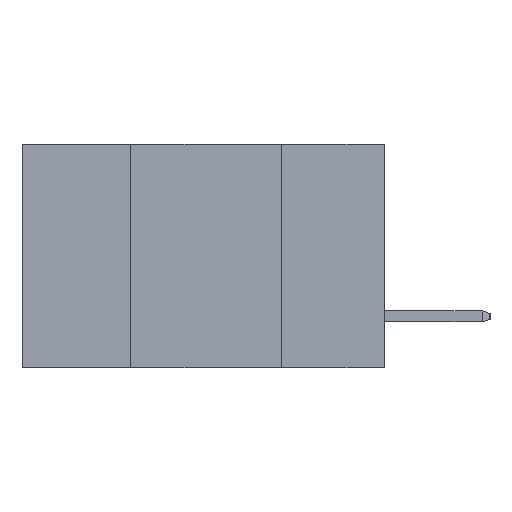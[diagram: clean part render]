
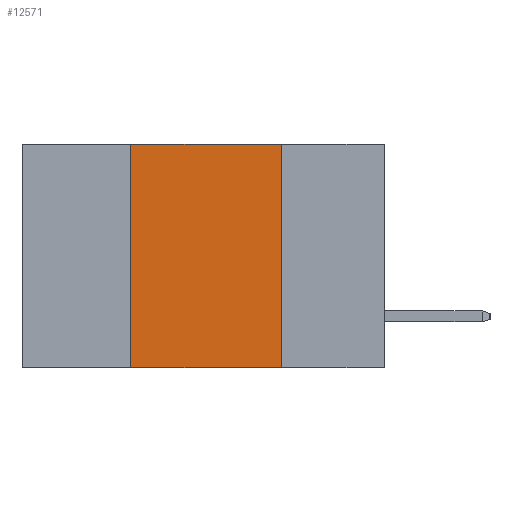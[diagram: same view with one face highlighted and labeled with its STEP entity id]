
A CAD part, left-side view. The second image highlights one B-rep face of the part: STEP entity #12571.
In plain terms, the highlighted planar face has unit normal (-1, 0, 0).
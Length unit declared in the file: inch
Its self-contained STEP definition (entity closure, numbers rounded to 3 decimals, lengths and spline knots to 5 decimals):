
#191 = VECTOR ( 'NONE', #5827, 39.37008 ) ;
#344 = CARTESIAN_POINT ( 'NONE',  ( 0., 0.17, -0.37 ) ) ;
#360 = FACE_OUTER_BOUND ( 'NONE', #7022, .T. ) ;
#1392 = CARTESIAN_POINT ( 'NONE',  ( 0., 0.42, -0.37 ) ) ;
#2776 = VERTEX_POINT ( 'NONE', #12485 ) ;
#3497 = DIRECTION ( 'NONE',  ( 1., 0., 0. ) ) ;
#3682 = VERTEX_POINT ( 'NONE', #1392 ) ;
#3994 = ORIENTED_EDGE ( 'NONE', *, *, #11533, .F. ) ;
#4133 = VECTOR ( 'NONE', #4981, 39.37008 ) ;
#4981 = DIRECTION ( 'NONE',  ( 0., -1., 0. ) ) ;
#5015 = LINE ( 'NONE', #12614, #11234 ) ;
#5703 = DIRECTION ( 'NONE',  ( 0., -1., 0. ) ) ;
#5737 = CARTESIAN_POINT ( 'NONE',  ( 0., 0.6, 0. ) ) ;
#5827 = DIRECTION ( 'NONE',  ( 0., 0., 1. ) ) ;
#5958 = LINE ( 'NONE', #6770, #191 ) ;
#6657 = ORIENTED_EDGE ( 'NONE', *, *, #11941, .F. ) ;
#6689 = PLANE ( 'NONE',  #8565 ) ;
#6704 = ORIENTED_EDGE ( 'NONE', *, *, #12244, .F. ) ;
#6770 = CARTESIAN_POINT ( 'NONE',  ( 0., 0.42, -0.37 ) ) ;
#7022 = EDGE_LOOP ( 'NONE', ( #6657, #3994, #6704, #7603 ) ) ;
#7603 = ORIENTED_EDGE ( 'NONE', *, *, #12113, .T. ) ;
#8519 = CARTESIAN_POINT ( 'NONE',  ( 0., 0.6, -0.37 ) ) ;
#8565 = AXIS2_PLACEMENT_3D ( 'NONE', #5737, #3497, #12865 ) ;
#9030 = LINE ( 'NONE', #11443, #4133 ) ;
#9108 = VERTEX_POINT ( 'NONE', #11400 ) ;
#9575 = LINE ( 'NONE', #8519, #11628 ) ;
#10958 = DIRECTION ( 'NONE',  ( 0., 0., -1. ) ) ;
#11234 = VECTOR ( 'NONE', #10958, 39.37008 ) ;
#11400 = CARTESIAN_POINT ( 'NONE',  ( 0., 0.17, 0. ) ) ;
#11443 = CARTESIAN_POINT ( 'NONE',  ( 0., 0.6, 0. ) ) ;
#11533 = EDGE_CURVE ( 'NONE', #2776, #9108, #9030, .T. ) ;
#11628 = VECTOR ( 'NONE', #5703, 39.37008 ) ;
#11941 = EDGE_CURVE ( 'NONE', #9108, #12884, #5015, .T. ) ;
#12113 = EDGE_CURVE ( 'NONE', #3682, #12884, #9575, .T. ) ;
#12244 = EDGE_CURVE ( 'NONE', #3682, #2776, #5958, .T. ) ;
#12485 = CARTESIAN_POINT ( 'NONE',  ( 0., 0.42, 0. ) ) ;
#12571 = ADVANCED_FACE ( 'NONE', ( #360 ), #6689, .F. ) ;
#12614 = CARTESIAN_POINT ( 'NONE',  ( 0., 0.17, -0.37 ) ) ;
#12865 = DIRECTION ( 'NONE',  ( 0., 0., -1. ) ) ;
#12884 = VERTEX_POINT ( 'NONE', #344 ) ;
